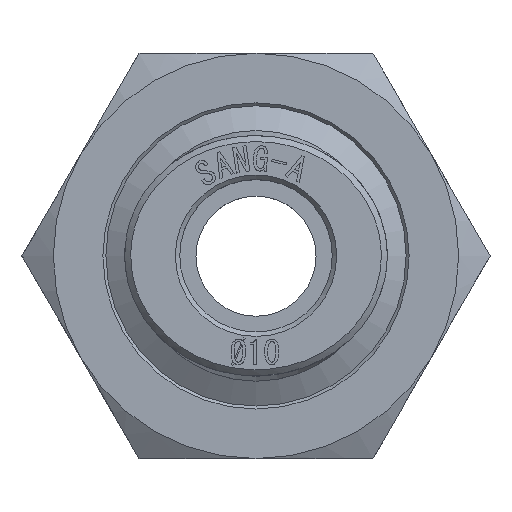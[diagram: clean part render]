
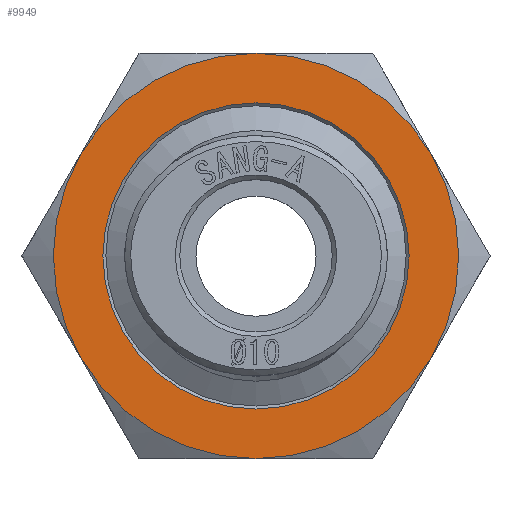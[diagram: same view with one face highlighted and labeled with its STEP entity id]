
A CAD part, top view. The second image highlights one B-rep face of the part: STEP entity #9949.
In plain terms, the highlighted planar face has unit normal (0, 0, 1).
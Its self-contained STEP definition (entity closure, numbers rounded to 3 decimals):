
#9873=CARTESIAN_POINT('',(10.2,0.,5.0));
#9874=VERTEX_POINT('',#9873);
#9875=CARTESIAN_POINT('',(0.0,0.0,5.0));
#9876=DIRECTION('',(0.0,0.0,1.0));
#9877=DIRECTION('',(-1.0,0.0,0.0));
#9878=AXIS2_PLACEMENT_3D('',#9875,#9876,#9877);
#9879=CIRCLE('',#9878,10.2);
#9880=EDGE_CURVE('',#9874,#9874,#9879,.T.);
#9885=CARTESIAN_POINT('',(0.,0.,5.0));
#9886=DIRECTION('',(0.0,0.0,1.0));
#9887=DIRECTION('',(1.0,0.0,0.0));
#9888=AXIS2_PLACEMENT_3D('',#9885,#9886,#9887);
#9889=PLANE('',#9888);
#9890=CARTESIAN_POINT('',(11.691,-6.75,5.0));
#9891=VERTEX_POINT('',#9890);
#9892=CARTESIAN_POINT('',(11.691,6.75,5.0));
#9893=VERTEX_POINT('',#9892);
#9894=CARTESIAN_POINT('',(0.0,0.0,5.0));
#9895=DIRECTION('',(0.0,0.0,1.0));
#9896=DIRECTION('',(-1.0,0.0,0.0));
#9897=AXIS2_PLACEMENT_3D('',#9894,#9895,#9896);
#9898=CIRCLE('',#9897,13.5);
#9899=EDGE_CURVE('',#9891,#9893,#9898,.T.);
#9900=ORIENTED_EDGE('',*,*,#9899,.T.);
#9901=CARTESIAN_POINT('',(0.,13.5,5.0));
#9902=VERTEX_POINT('',#9901);
#9903=CARTESIAN_POINT('',(0.0,0.0,5.0));
#9904=DIRECTION('',(0.0,0.0,1.0));
#9905=DIRECTION('',(-1.0,0.0,0.0));
#9906=AXIS2_PLACEMENT_3D('',#9903,#9904,#9905);
#9907=CIRCLE('',#9906,13.5);
#9908=EDGE_CURVE('',#9893,#9902,#9907,.T.);
#9909=ORIENTED_EDGE('',*,*,#9908,.T.);
#9910=CARTESIAN_POINT('',(-11.691,6.75,5.0));
#9911=VERTEX_POINT('',#9910);
#9912=CARTESIAN_POINT('',(0.0,0.0,5.0));
#9913=DIRECTION('',(0.0,0.0,1.0));
#9914=DIRECTION('',(-1.0,0.0,0.0));
#9915=AXIS2_PLACEMENT_3D('',#9912,#9913,#9914);
#9916=CIRCLE('',#9915,13.5);
#9917=EDGE_CURVE('',#9902,#9911,#9916,.T.);
#9918=ORIENTED_EDGE('',*,*,#9917,.T.);
#9919=CARTESIAN_POINT('',(-11.691,-6.75,5.0));
#9920=VERTEX_POINT('',#9919);
#9921=CARTESIAN_POINT('',(0.0,0.0,5.0));
#9922=DIRECTION('',(0.0,0.0,1.0));
#9923=DIRECTION('',(-1.0,0.0,0.0));
#9924=AXIS2_PLACEMENT_3D('',#9921,#9922,#9923);
#9925=CIRCLE('',#9924,13.5);
#9926=EDGE_CURVE('',#9911,#9920,#9925,.T.);
#9927=ORIENTED_EDGE('',*,*,#9926,.T.);
#9928=CARTESIAN_POINT('',(0.,-13.5,5.0));
#9929=VERTEX_POINT('',#9928);
#9930=CARTESIAN_POINT('',(0.0,0.0,5.0));
#9931=DIRECTION('',(0.0,0.0,1.0));
#9932=DIRECTION('',(-1.0,0.0,0.0));
#9933=AXIS2_PLACEMENT_3D('',#9930,#9931,#9932);
#9934=CIRCLE('',#9933,13.5);
#9935=EDGE_CURVE('',#9920,#9929,#9934,.T.);
#9936=ORIENTED_EDGE('',*,*,#9935,.T.);
#9937=CARTESIAN_POINT('',(0.0,0.0,5.0));
#9938=DIRECTION('',(0.0,0.0,1.0));
#9939=DIRECTION('',(-1.0,0.0,0.0));
#9940=AXIS2_PLACEMENT_3D('',#9937,#9938,#9939);
#9941=CIRCLE('',#9940,13.5);
#9942=EDGE_CURVE('',#9929,#9891,#9941,.T.);
#9943=ORIENTED_EDGE('',*,*,#9942,.T.);
#9944=EDGE_LOOP('',(#9900,#9909,#9918,#9927,#9936,#9943));
#9945=FACE_OUTER_BOUND('',#9944,.T.);
#9946=ORIENTED_EDGE('',*,*,#9880,.F.);
#9947=EDGE_LOOP('',(#9946));
#9948=FACE_BOUND('',#9947,.T.);
#9949=ADVANCED_FACE('',(#9945,#9948),#9889,.T.);
